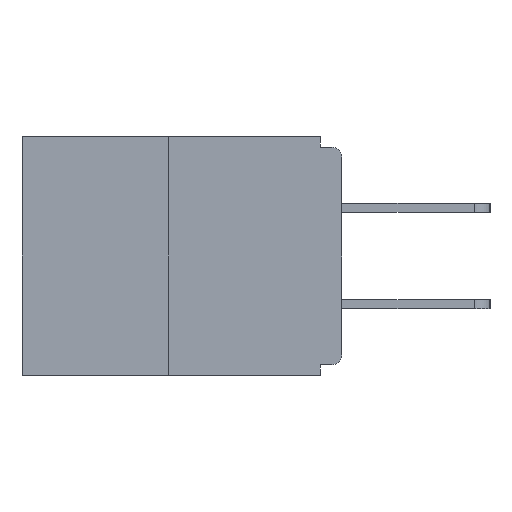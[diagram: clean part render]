
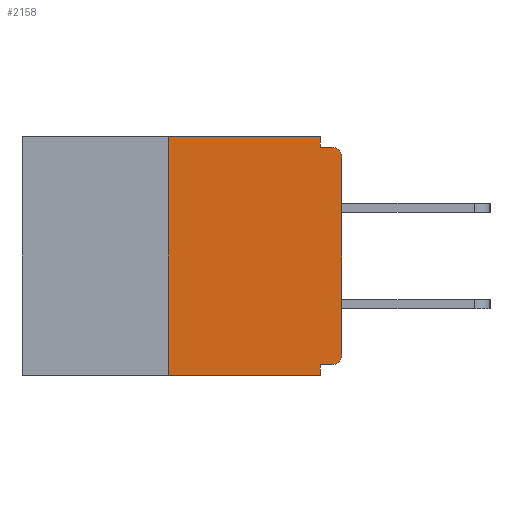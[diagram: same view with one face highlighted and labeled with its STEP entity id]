
A CAD part, left-side view. The second image highlights one B-rep face of the part: STEP entity #2158.
In plain terms, the highlighted planar face has unit normal (-1, 0, 0).
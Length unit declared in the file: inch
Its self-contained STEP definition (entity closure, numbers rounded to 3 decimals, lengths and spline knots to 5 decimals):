
#691 = EDGE_CURVE ( 'NONE', #2782, #17593, #9350, .T. ) ;
#1195 = ORIENTED_EDGE ( 'NONE', *, *, #2538, .F. ) ;
#1211 = CARTESIAN_POINT ( 'NONE',  ( 0., 0.031, -0.015 ) ) ;
#1560 = DIRECTION ( 'NONE',  ( 0., 0., -1. ) ) ;
#1812 = DIRECTION ( 'NONE',  ( 0., 0., -1. ) ) ;
#2158 = ADVANCED_FACE ( 'NONE', ( #8341 ), #7390, .F. ) ;
#2510 = ORIENTED_EDGE ( 'NONE', *, *, #16765, .F. ) ;
#2538 = EDGE_CURVE ( 'NONE', #20388, #21932, #19531, .T. ) ;
#2725 = VECTOR ( 'NONE', #18469, 39.37008 ) ;
#2760 = CIRCLE ( 'NONE', #16174, 0.015 ) ;
#2782 = VERTEX_POINT ( 'NONE', #23111 ) ;
#2973 = VERTEX_POINT ( 'NONE', #17547 ) ;
#3193 = DIRECTION ( 'NONE',  ( 1., 0., 0. ) ) ;
#3197 = DIRECTION ( 'NONE',  ( 0., -1., 0. ) ) ;
#3475 = DIRECTION ( 'NONE',  ( 0., 0., -1. ) ) ;
#4239 = ORIENTED_EDGE ( 'NONE', *, *, #24014, .T. ) ;
#4849 = DIRECTION ( 'NONE',  ( 0., 1., 0. ) ) ;
#5118 = VECTOR ( 'NONE', #14970, 39.37008 ) ;
#7119 = EDGE_CURVE ( 'NONE', #18142, #20388, #16283, .T. ) ;
#7390 = PLANE ( 'NONE',  #18519 ) ;
#8236 = EDGE_CURVE ( 'NONE', #12554, #15533, #21800, .T. ) ;
#8315 = VECTOR ( 'NONE', #17840, 39.37008 ) ;
#8341 = FACE_OUTER_BOUND ( 'NONE', #21417, .T. ) ;
#9350 = LINE ( 'NONE', #10744, #5118 ) ;
#9414 = ORIENTED_EDGE ( 'NONE', *, *, #14892, .F. ) ;
#9887 = DIRECTION ( 'NONE',  ( -1., 0., 0. ) ) ;
#9911 = CARTESIAN_POINT ( 'NONE',  ( 0., 0.031, -0.343 ) ) ;
#10174 = CARTESIAN_POINT ( 'NONE',  ( 0., 0., 0. ) ) ;
#10502 = CARTESIAN_POINT ( 'NONE',  ( 0., 0.031, -0.328 ) ) ;
#10725 = VECTOR ( 'NONE', #1560, 39.37008 ) ;
#10744 = CARTESIAN_POINT ( 'NONE',  ( 0., 0.25, 0. ) ) ;
#11224 = EDGE_CURVE ( 'NONE', #2782, #17646, #21346, .T. ) ;
#11478 = CARTESIAN_POINT ( 'NONE',  ( 0., 0.46, 0. ) ) ;
#11996 = ORIENTED_EDGE ( 'NONE', *, *, #8236, .T. ) ;
#12554 = VERTEX_POINT ( 'NONE', #23833 ) ;
#13682 = LINE ( 'NONE', #22047, #14376 ) ;
#13829 = DIRECTION ( 'NONE',  ( 0., 0., -1. ) ) ;
#14376 = VECTOR ( 'NONE', #22134, 39.37008 ) ;
#14717 = CARTESIAN_POINT ( 'NONE',  ( 0., 0., -0.015 ) ) ;
#14825 = ORIENTED_EDGE ( 'NONE', *, *, #11224, .T. ) ;
#14892 = EDGE_CURVE ( 'NONE', #2973, #23757, #15408, .T. ) ;
#14970 = DIRECTION ( 'NONE',  ( 0., 0., 1. ) ) ;
#15012 = EDGE_CURVE ( 'NONE', #15533, #21932, #19381, .T. ) ;
#15408 = LINE ( 'NONE', #17275, #23689 ) ;
#15416 = CARTESIAN_POINT ( 'NONE',  ( 0., 0., -0.03 ) ) ;
#15533 = VERTEX_POINT ( 'NONE', #15416 ) ;
#15717 = VECTOR ( 'NONE', #3197, 39.37008 ) ;
#16174 = AXIS2_PLACEMENT_3D ( 'NONE', #22396, #9887, #3475 ) ;
#16283 = LINE ( 'NONE', #24181, #20935 ) ;
#16765 = EDGE_CURVE ( 'NONE', #23757, #17646, #18276, .T. ) ;
#17274 = ORIENTED_EDGE ( 'NONE', *, *, #22171, .F. ) ;
#17275 = CARTESIAN_POINT ( 'NONE',  ( 0., 0., -0.328 ) ) ;
#17448 = ORIENTED_EDGE ( 'NONE', *, *, #15012, .T. ) ;
#17547 = CARTESIAN_POINT ( 'NONE',  ( 0., 0.015, -0.328 ) ) ;
#17593 = VERTEX_POINT ( 'NONE', #25074 ) ;
#17646 = VERTEX_POINT ( 'NONE', #23191 ) ;
#17840 = DIRECTION ( 'NONE',  ( 0., -1., 0. ) ) ;
#18142 = VERTEX_POINT ( 'NONE', #25420 ) ;
#18276 = LINE ( 'NONE', #9911, #10725 ) ;
#18469 = DIRECTION ( 'NONE',  ( 0., 0., 1. ) ) ;
#18519 = AXIS2_PLACEMENT_3D ( 'NONE', #11478, #3193, #24484 ) ;
#19336 = ORIENTED_EDGE ( 'NONE', *, *, #691, .F. ) ;
#19381 = CIRCLE ( 'NONE', #26184, 0.015 ) ;
#19531 = LINE ( 'NONE', #14717, #8315 ) ;
#20388 = VERTEX_POINT ( 'NONE', #1211 ) ;
#20848 = DIRECTION ( 'NONE',  ( -1., 0., 0. ) ) ;
#20935 = VECTOR ( 'NONE', #13829, 39.37008 ) ;
#21346 = LINE ( 'NONE', #25770, #15717 ) ;
#21417 = EDGE_LOOP ( 'NONE', ( #17274, #19336, #14825, #2510, #9414, #4239, #11996, #17448, #1195, #24747 ) ) ;
#21800 = LINE ( 'NONE', #10174, #2725 ) ;
#21932 = VERTEX_POINT ( 'NONE', #26660 ) ;
#22047 = CARTESIAN_POINT ( 'NONE',  ( 0., 0.46, 0. ) ) ;
#22134 = DIRECTION ( 'NONE',  ( 0., -1., 0. ) ) ;
#22171 = EDGE_CURVE ( 'NONE', #17593, #18142, #13682, .T. ) ;
#22396 = CARTESIAN_POINT ( 'NONE',  ( 0., 0.015, -0.313 ) ) ;
#22781 = CARTESIAN_POINT ( 'NONE',  ( 0., 0.015, -0.03 ) ) ;
#23111 = CARTESIAN_POINT ( 'NONE',  ( 0., 0.25, -0.343 ) ) ;
#23191 = CARTESIAN_POINT ( 'NONE',  ( 0., 0.031, -0.343 ) ) ;
#23689 = VECTOR ( 'NONE', #4849, 39.37008 ) ;
#23757 = VERTEX_POINT ( 'NONE', #10502 ) ;
#23833 = CARTESIAN_POINT ( 'NONE',  ( 0., 0., -0.313 ) ) ;
#24014 = EDGE_CURVE ( 'NONE', #2973, #12554, #2760, .T. ) ;
#24181 = CARTESIAN_POINT ( 'NONE',  ( 0., 0.031, 0. ) ) ;
#24484 = DIRECTION ( 'NONE',  ( 0., 0., -1. ) ) ;
#24747 = ORIENTED_EDGE ( 'NONE', *, *, #7119, .F. ) ;
#25074 = CARTESIAN_POINT ( 'NONE',  ( 0., 0.25, 0. ) ) ;
#25420 = CARTESIAN_POINT ( 'NONE',  ( 0., 0.031, 0. ) ) ;
#25770 = CARTESIAN_POINT ( 'NONE',  ( 0., 0.46, -0.343 ) ) ;
#26184 = AXIS2_PLACEMENT_3D ( 'NONE', #22781, #20848, #1812 ) ;
#26660 = CARTESIAN_POINT ( 'NONE',  ( 0., 0.015, -0.015 ) ) ;
